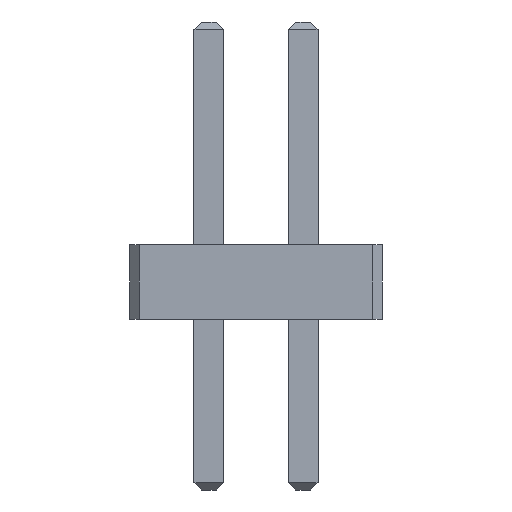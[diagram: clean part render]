
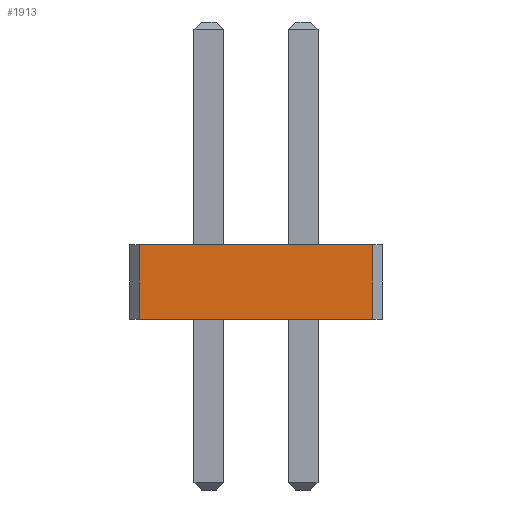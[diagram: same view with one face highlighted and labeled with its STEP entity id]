
A CAD part, front view. The second image highlights one B-rep face of the part: STEP entity #1913.
In plain terms, the highlighted planar face has unit normal (0, -1, 0).
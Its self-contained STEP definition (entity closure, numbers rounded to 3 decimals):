
#13=DIRECTION('',(0.,0.,1.));
#27=VECTOR('',#13,1.);
#67=DIRECTION('',(1.,0.,0.));
#1900=VERTEX_POINT('',#1901);
#1901=CARTESIAN_POINT('',(-0.938,-41.275,1.));
#1904=EDGE_CURVE('',#1905,#1900,#1907,.T.);
#1905=VERTEX_POINT('',#1906);
#1906=CARTESIAN_POINT('',(-0.938,-41.275,0.));
#1907=LINE('',#1906,#27);
#1913=ADVANCED_FACE('',(#1914),#1931,.F.);
#1914=FACE_BOUND('',#1915,.F.);
#1915=EDGE_LOOP('',(#1916,#1917,#1923,#1928));
#1916=ORIENTED_EDGE('',*,*,#1904,.T.);
#1917=ORIENTED_EDGE('',*,*,#1918,.T.);
#1918=EDGE_CURVE('',#1900,#1919,#1921,.T.);
#1919=VERTEX_POINT('',#1920);
#1920=CARTESIAN_POINT('',(2.208,-41.275,1.));
#1921=LINE('',#1901,#1922);
#1922=VECTOR('',#67,1.);
#1923=ORIENTED_EDGE('',*,*,#1924,.F.);
#1924=EDGE_CURVE('',#1925,#1919,#1927,.T.);
#1925=VERTEX_POINT('',#1926);
#1926=CARTESIAN_POINT('',(2.208,-41.275,0.));
#1927=LINE('',#1926,#27);
#1928=ORIENTED_EDGE('',*,*,#1929,.F.);
#1929=EDGE_CURVE('',#1905,#1925,#1930,.T.);
#1930=LINE('',#1906,#1922);
#1931=PLANE('',#1932);
#1932=AXIS2_PLACEMENT_3D('',#1906,#1933,#67);
#1933=DIRECTION('',(0.,1.,0.));
